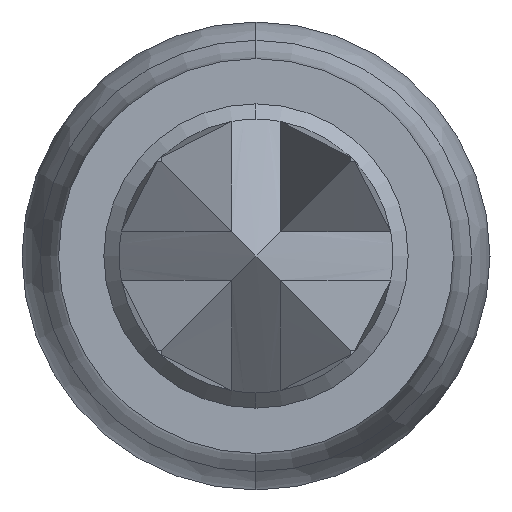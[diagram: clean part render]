
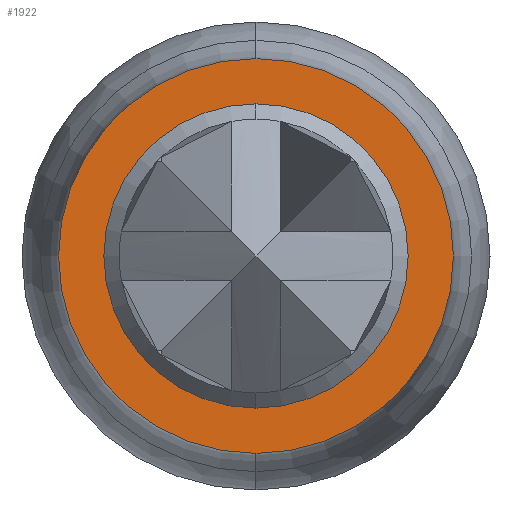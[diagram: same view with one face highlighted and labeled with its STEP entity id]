
A CAD part, left-side view. The second image highlights one B-rep face of the part: STEP entity #1922.
In plain terms, the highlighted planar face has unit normal (-1, 0, 0).
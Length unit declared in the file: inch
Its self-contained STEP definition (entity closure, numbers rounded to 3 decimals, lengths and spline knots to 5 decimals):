
#12 = FACE_OUTER_BOUND ( 'NONE', #689, .T. ) ;
#94 = AXIS2_PLACEMENT_3D ( 'NONE', #583, #593, #601 ) ;
#133 = CIRCLE ( 'NONE', #914, 0.0079 ) ;
#163 = CIRCLE ( 'NONE', #94, 0.0079 ) ;
#186 = CIRCLE ( 'NONE', #1289, 0.01025 ) ;
#320 = CARTESIAN_POINT ( 'NONE',  ( 0., 0.0125, 0. ) ) ;
#356 = VERTEX_POINT ( 'NONE', #1754 ) ;
#389 = VERTEX_POINT ( 'NONE', #1601 ) ;
#520 = CARTESIAN_POINT ( 'NONE',  ( 0., 0., 0.0079 ) ) ;
#577 = EDGE_CURVE ( 'NONE', #356, #389, #186, .T. ) ;
#583 = CARTESIAN_POINT ( 'NONE',  ( 0., 0., 0. ) ) ;
#593 = DIRECTION ( 'NONE',  ( -1., 0., 0. ) ) ;
#601 = DIRECTION ( 'NONE',  ( 0., 0., -1. ) ) ;
#633 = ORIENTED_EDGE ( 'NONE', *, *, #817, .T. ) ;
#689 = EDGE_LOOP ( 'NONE', ( #1510, #633 ) ) ;
#710 = CARTESIAN_POINT ( 'NONE',  ( 0., 0., 0. ) ) ;
#720 = DIRECTION ( 'NONE',  ( -1., 0., 0. ) ) ;
#732 = EDGE_LOOP ( 'NONE', ( #1378, #1800 ) ) ;
#752 = DIRECTION ( 'NONE',  ( 0., 0., 1. ) ) ;
#767 = EDGE_CURVE ( 'NONE', #1556, #774, #163, .T. ) ;
#774 = VERTEX_POINT ( 'NONE', #520 ) ;
#817 = EDGE_CURVE ( 'NONE', #389, #356, #1827, .T. ) ;
#889 = EDGE_CURVE ( 'NONE', #774, #1556, #133, .T. ) ;
#914 = AXIS2_PLACEMENT_3D ( 'NONE', #1024, #1029, #1035 ) ;
#949 = CARTESIAN_POINT ( 'NONE',  ( 0., 0., -0.0079 ) ) ;
#1024 = CARTESIAN_POINT ( 'NONE',  ( 0., 0., 0. ) ) ;
#1025 = FACE_BOUND ( 'NONE', #732, .T. ) ;
#1029 = DIRECTION ( 'NONE',  ( -1., 0., 0. ) ) ;
#1035 = DIRECTION ( 'NONE',  ( 0., 0., -1. ) ) ;
#1267 = DIRECTION ( 'NONE',  ( 0., 0., 1. ) ) ;
#1289 = AXIS2_PLACEMENT_3D ( 'NONE', #1311, #1371, #1267 ) ;
#1311 = CARTESIAN_POINT ( 'NONE',  ( 0., 0., 0. ) ) ;
#1371 = DIRECTION ( 'NONE',  ( -1., 0., 0. ) ) ;
#1378 = ORIENTED_EDGE ( 'NONE', *, *, #767, .F. ) ;
#1381 = AXIS2_PLACEMENT_3D ( 'NONE', #320, #2019, #2006 ) ;
#1510 = ORIENTED_EDGE ( 'NONE', *, *, #577, .T. ) ;
#1556 = VERTEX_POINT ( 'NONE', #949 ) ;
#1601 = CARTESIAN_POINT ( 'NONE',  ( 0., 0., -0.01025 ) ) ;
#1676 = PLANE ( 'NONE',  #1381 ) ;
#1754 = CARTESIAN_POINT ( 'NONE',  ( 0., 0., 0.01025 ) ) ;
#1800 = ORIENTED_EDGE ( 'NONE', *, *, #889, .F. ) ;
#1827 = CIRCLE ( 'NONE', #2042, 0.01025 ) ;
#1922 = ADVANCED_FACE ( 'NONE', ( #1025, #12 ), #1676, .F. ) ;
#2006 = DIRECTION ( 'NONE',  ( 0., 0., -1. ) ) ;
#2019 = DIRECTION ( 'NONE',  ( 1., 0., 0. ) ) ;
#2042 = AXIS2_PLACEMENT_3D ( 'NONE', #710, #720, #752 ) ;
